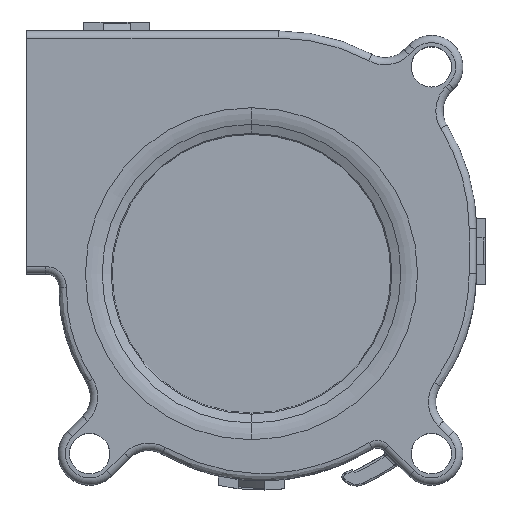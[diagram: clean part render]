
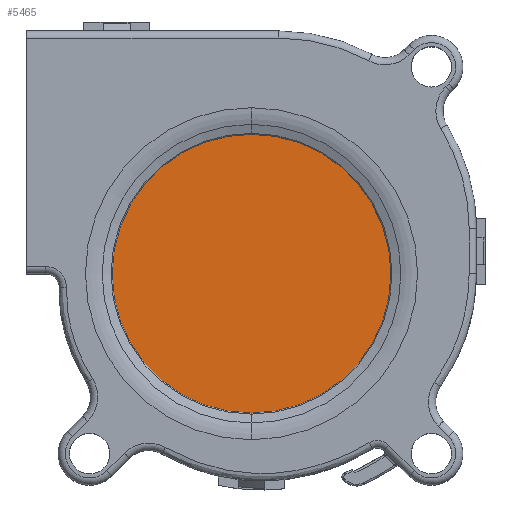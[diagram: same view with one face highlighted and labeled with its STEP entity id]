
A CAD part, top view. The second image highlights one B-rep face of the part: STEP entity #5465.
In plain terms, the highlighted planar face has unit normal (0, 0, 1).
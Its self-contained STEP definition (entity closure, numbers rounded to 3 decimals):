
#1=CARTESIAN_POINT('',(0.,0.,18.7));
#2=DIRECTION('',(0.,0.,1.));
#3=DIRECTION('',(0.,-1.,0.));
#4=AXIS2_PLACEMENT_3D('',#1,#2,#3);
#6=CARTESIAN_POINT('',(0.,0.,18.7));
#7=DIRECTION('',(0.,0.,1.));
#8=DIRECTION('',(0.,1.,0.));
#9=AXIS2_PLACEMENT_3D('',#6,#7,#8);
#5426=CARTESIAN_POINT('',(0.,-15.679,18.7));
#5427=CARTESIAN_POINT('',(0.,15.679,18.7));
#5428=VERTEX_POINT('',#5426);
#5429=VERTEX_POINT('',#5427);
#5454=CARTESIAN_POINT('',(0.,0.,18.7));
#5455=DIRECTION('',(0.,0.,1.));
#5456=DIRECTION('',(0.,-1.,0.));
#5457=AXIS2_PLACEMENT_3D('',#5454,#5455,#5456);
#5458=PLANE('',#5457);
#5460=ORIENTED_EDGE('',*,*,#5459,.F.);
#5462=ORIENTED_EDGE('',*,*,#5461,.F.);
#5463=EDGE_LOOP('',(#5460,#5462));
#5464=FACE_OUTER_BOUND('',#5463,.F.);
#5465=ADVANCED_FACE('',(#5464),#5458,.T.);
#5=CIRCLE('',#4,15.679);
#10=CIRCLE('',#9,15.679);
#5459=EDGE_CURVE('',#5428,#5429,#5,.T.);
#5461=EDGE_CURVE('',#5429,#5428,#10,.T.);
